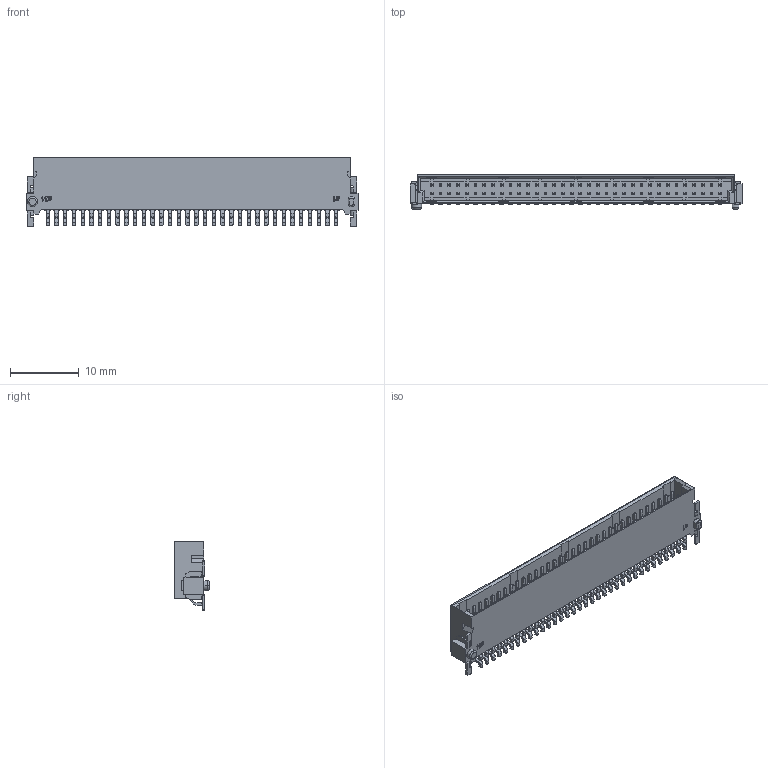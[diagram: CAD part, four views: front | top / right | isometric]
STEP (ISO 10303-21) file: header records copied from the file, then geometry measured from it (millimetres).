
FILE_DESCRIPTION( ('This file contains a STEP AP42 implementation' ,'as created by ZW3D STEP Interface translator.') ,'2;1' );
FILE_NAME( '3910-P068-082ZXXWR1.stp' ,'23 5 3.204841', (''), ('ZWCAD Software Co.'), 'Version 1.0', 'ZW3D to STEP translator', '' );
FILE_SCHEMA(('AUTOMOTIVE_DESIGN { 1 0 10303 214 1 1 1 1 }'));
Length unit declared in the file: millimetre
Products named in the file (2): 0; 3910-P068-082ZXXWR1
Bounding box: 48.23 x 4.95 x 10 mm (x, y, z)
Volume: 734.6 mm3; surface area: 2855.3 mm2
Topology: 1 solids, 1 shells, 3207 faces, 9020 edges, 5960 vertices
Faces by surface type: plane 2545, cylinder 604, bspline 55, torus 3
Entity records: 106309 total; most frequent: CARTESIAN_POINT 19886, ORIENTED_EDGE 18040, DIRECTION 16250, EDGE_CURVE 9020, VECTOR 7558, LINE 7558, VERTEX_POINT 5960, AXIS2_PLACEMENT_3D 4346
